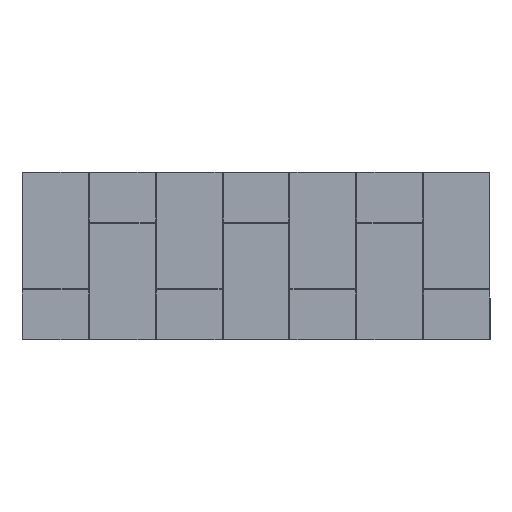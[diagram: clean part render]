
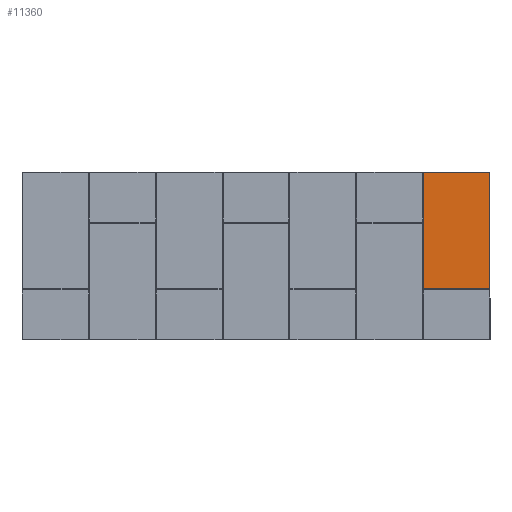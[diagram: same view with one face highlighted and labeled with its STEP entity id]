
A CAD part, top view. The second image highlights one B-rep face of the part: STEP entity #11360.
In plain terms, the highlighted planar face has unit normal (0, 0, 1).
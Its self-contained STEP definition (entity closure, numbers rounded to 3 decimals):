
#80 = ORIENTED_EDGE ( 'NONE', *, *, #5645, .F. ) ;
#138 = EDGE_CURVE ( 'NONE', #12272, #7476, #2403, .T. ) ;
#198 = CARTESIAN_POINT ( 'NONE',  ( 916.576, -607.305, 4.762 ) ) ;
#243 = VECTOR ( 'NONE', #5559, 1000. ) ;
#267 = CARTESIAN_POINT ( 'NONE',  ( 916.638, -607.386, 4.762 ) ) ;
#398 = ORIENTED_EDGE ( 'NONE', *, *, #10105, .T. ) ;
#994 = VECTOR ( 'NONE', #3218, 1000. ) ;
#1137 = CARTESIAN_POINT ( 'NONE',  ( 916.554, -607.2, 4.762 ) ) ;
#1406 = CARTESIAN_POINT ( 'NONE',  ( 0., 0., 4.762 ) ) ;
#2263 = DIRECTION ( 'NONE',  ( 1., 0., 0. ) ) ;
#2331 = CARTESIAN_POINT ( 'NONE',  ( 916.778, -607.446, 4.762 ) ) ;
#2403 = LINE ( 'NONE', #10571, #10684 ) ;
#2693 = VECTOR ( 'NONE', #12813, 1000. ) ;
#2760 = CARTESIAN_POINT ( 'NONE',  ( 916.665, -607.407, 4.762 ) ) ;
#2943 = VERTEX_POINT ( 'NONE', #8967 ) ;
#3218 = DIRECTION ( 'NONE',  ( 1., 0., 0. ) ) ;
#3673 = CARTESIAN_POINT ( 'NONE',  ( 0., -607.446, 4.762 ) ) ;
#3754 = DIRECTION ( 'NONE',  ( 0., 0., 1. ) ) ;
#3819 = CARTESIAN_POINT ( 'NONE',  ( 916.632, -607.38, 4.762 ) ) ;
#4016 = CARTESIAN_POINT ( 'NONE',  ( 1218.235, -607.446, 4.763 ) ) ;
#4076 = CARTESIAN_POINT ( 'NONE',  ( 916.8, -607.446, 4.762 ) ) ;
#4552 = ORIENTED_EDGE ( 'NONE', *, *, #7921, .T. ) ;
#4587 = CARTESIAN_POINT ( 'NONE',  ( 916.756, -607.444, 4.762 ) ) ;
#4888 = EDGE_CURVE ( 'NONE', #2943, #12272, #8835, .T. ) ;
#5021 = CARTESIAN_POINT ( 'NONE',  ( 916.556, -607.244, 4.762 ) ) ;
#5097 = VERTEX_POINT ( 'NONE', #1137 ) ;
#5524 = CARTESIAN_POINT ( 'NONE',  ( 1218.235, -76.2, 4.763 ) ) ;
#5559 = DIRECTION ( 'NONE',  ( 0., -1., 0. ) ) ;
#5614 = AXIS2_PLACEMENT_3D ( 'NONE', #1406, #3754, #2263 ) ;
#5645 = EDGE_CURVE ( 'NONE', #12473, #5097, #11765, .T. ) ;
#5931 = CARTESIAN_POINT ( 'NONE',  ( 916.654, -607.399, 4.762 ) ) ;
#6001 = FACE_OUTER_BOUND ( 'NONE', #12563, .T. ) ;
#6071 = CARTESIAN_POINT ( 'NONE',  ( 916.554, -607.222, 4.762 ) ) ;
#7123 = CARTESIAN_POINT ( 'NONE',  ( 916.614, -607.362, 4.762 ) ) ;
#7294 = LINE ( 'NONE', #13563, #243 ) ;
#7476 = VERTEX_POINT ( 'NONE', #4016 ) ;
#7921 = EDGE_CURVE ( 'NONE', #2943, #5097, #7294, .T. ) ;
#8042 = DIRECTION ( 'NONE',  ( 0., -1., 0. ) ) ;
#8245 = LINE ( 'NONE', #3673, #2693 ) ;
#8250 = PLANE ( 'NONE',  #5614 ) ;
#8363 = ORIENTED_EDGE ( 'NONE', *, *, #4888, .F. ) ;
#8835 = LINE ( 'NONE', #10190, #994 ) ;
#8967 = CARTESIAN_POINT ( 'NONE',  ( 916.554, -76.2, 4.762 ) ) ;
#9442 = CARTESIAN_POINT ( 'NONE',  ( 916.554, -607.2, 4.762 ) ) ;
#9514 = CARTESIAN_POINT ( 'NONE',  ( 916.62, -607.368, 4.762 ) ) ;
#10054 = CARTESIAN_POINT ( 'NONE',  ( 916.715, -607.432, 4.762 ) ) ;
#10105 = EDGE_CURVE ( 'NONE', #12473, #7476, #8245, .T. ) ;
#10190 = CARTESIAN_POINT ( 'NONE',  ( 0., -76.2, 4.762 ) ) ;
#10496 = CARTESIAN_POINT ( 'NONE',  ( 916.568, -607.285, 4.762 ) ) ;
#10571 = CARTESIAN_POINT ( 'NONE',  ( 1218.235, 0., 4.763 ) ) ;
#10684 = VECTOR ( 'NONE', #8042, 1000. ) ;
#10831 = ORIENTED_EDGE ( 'NONE', *, *, #138, .F. ) ;
#11259 = CARTESIAN_POINT ( 'NONE',  ( 916.8, -607.446, 4.762 ) ) ;
#11360 = ADVANCED_FACE ( 'NONE', ( #6001 ), #8250, .T. ) ;
#11765 = B_SPLINE_CURVE_WITH_KNOTS ( 'NONE', 3,
 ( #11259, #2331, #4587, #10054, #11837, #2760, #5931, #267, #3819, #9514, #7123, #14072, #12734, #198, #10496, #5021, #6071, #9442 ),
 .UNSPECIFIED., .F., .F.,
 ( 4, 2, 2, 2, 2, 2, 2, 2, 4 ),
 ( 0., 0.169, 0.333, 0.436, 0.5, 0.564, 0.667, 0.831, 1. ),
 .UNSPECIFIED. ) ;
#11837 = CARTESIAN_POINT ( 'NONE',  ( 916.695, -607.424, 4.762 ) ) ;
#12272 = VERTEX_POINT ( 'NONE', #5524 ) ;
#12473 = VERTEX_POINT ( 'NONE', #4076 ) ;
#12563 = EDGE_LOOP ( 'NONE', ( #8363, #4552, #80, #398, #10831 ) ) ;
#12734 = CARTESIAN_POINT ( 'NONE',  ( 916.593, -607.335, 4.762 ) ) ;
#12813 = DIRECTION ( 'NONE',  ( 1., 0., 0. ) ) ;
#13563 = CARTESIAN_POINT ( 'NONE',  ( 916.554, 0., 4.762 ) ) ;
#14072 = CARTESIAN_POINT ( 'NONE',  ( 916.601, -607.346, 4.762 ) ) ;
